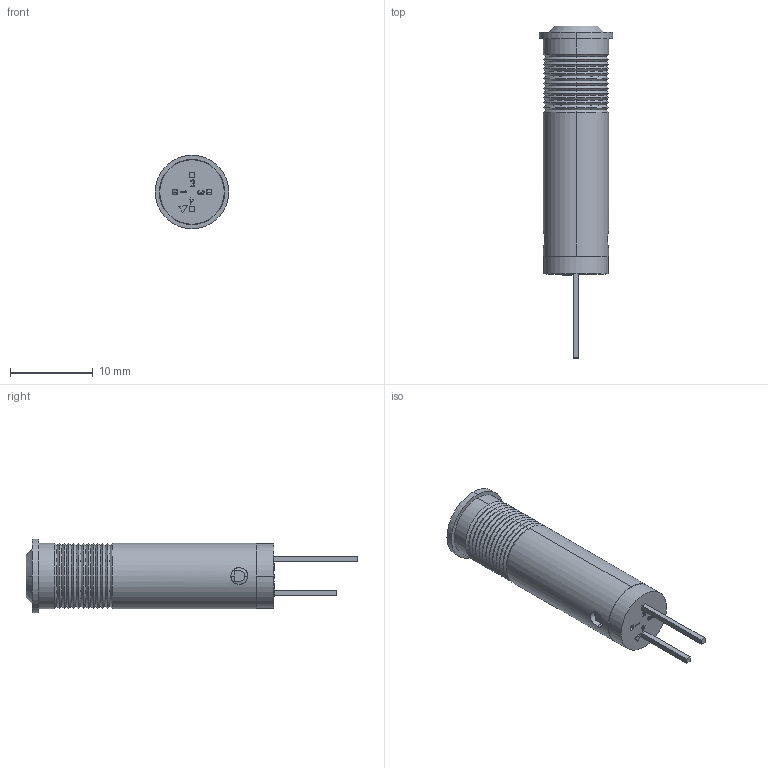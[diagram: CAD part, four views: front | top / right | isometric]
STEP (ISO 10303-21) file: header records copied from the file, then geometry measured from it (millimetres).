
FILE_DESCRIPTION (( 'STEP AP214' ), '1' );
FILE_NAME ('53_Series.STEP', '2019-12-17T20:13:19', ( 'user' ), ( 'Microsoft' ), 'SwSTEP 2.0', 'SolidWorks 2018', '' );
FILE_SCHEMA (( 'AUTOMOTIVE_DESIGN' ));
Length unit declared in the file: foot
Products named in the file (5): LENS 53 500165; 53_Series; 502942-1 50 HEADER; 500022-5 50 TERM; 50054-x_54-PS44
Assembly tree (5 placements, depth 2):
  53_Series
    500022-5 50 TERM  x2
    502942-1 50 HEADER
    50054-x_54-PS44
    LENS 53 500165
Bounding box: 8.89 x 40.13 x 8.89 mm (x, y, z)
Volume: 716 mm3; surface area: 1919.5 mm2
Topology: 5 solids, 5 shells, 234 faces, 558 edges, 344 vertices
Faces by surface type: plane 112, cone 63, cylinder 27, bspline 20, torus 12
Entity records: 7716 total; most frequent: CARTESIAN_POINT 2414, ORIENTED_EDGE 1028, DIRECTION 1004, EDGE_CURVE 514, AXIS2_PLACEMENT_3D 340, VECTOR 324, LINE 324, VERTEX_POINT 316
